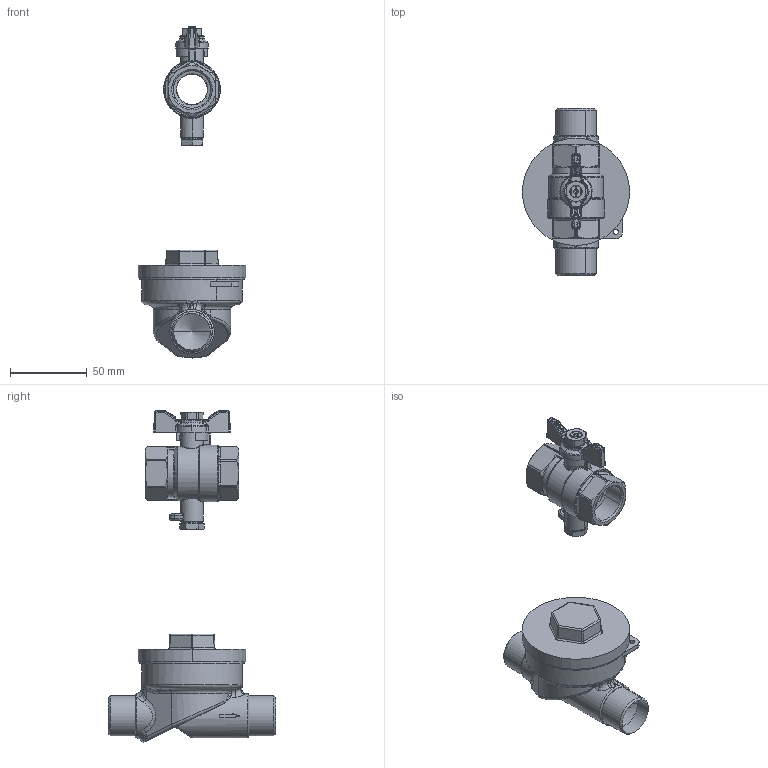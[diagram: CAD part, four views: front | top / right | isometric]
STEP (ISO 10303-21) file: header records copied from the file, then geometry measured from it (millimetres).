
FILE_DESCRIPTION(('CATIA V5 STEP Exchange','CAx-IF Rec.Pracs.--- Model Styling and Organization---1.5--- 2016-08-15','CAx-IF Rec.Pracs.---Supplemental Geometry---1.0---2011-11-01','CAx-IF Rec.Pracs.--- Composite Materials ---3.4---2017-06-13','CAx-IF Rec.Pracs.---Tessellated 3D Geometry---1.0---2015-12-17'),'2;1');
FILE_NAME('STEP_CAL19129_-_TST.stp','2024-06-06T15:26:14+00:00',('none'),('none'),'CATIA Version 5-6 Release 2020 SP5','CATIA V5 STEP AP242 v2','none');
FILE_SCHEMA(('AP242_MANAGED_MODEL_BASED_3D_ENGINEERING_MIM_LF {1 0 10303 442 1 1 4}'));
Length unit declared in the file: millimetre
Products named in the file (1): CAL19129 - TST
Bounding box: 70 x 109.3 x 216.73 mm (x, y, z)
Volume: 160320.2 mm3; surface area: 56522.3 mm2
Topology: 2 solids, 5 shells, 1024 faces, 2573 edges, 1543 vertices
Faces by surface type: bspline 511, cylinder 283, plane 189, sphere 17, torus 14, cone 10
Entity records: 44669 total; most frequent: CARTESIAN_POINT 26278, ORIENTED_EDGE 5064, EDGE_CURVE 2532, DIRECTION 1860, VERTEX_POINT 1543, B_SPLINE_CURVE_WITH_KNOTS 1099, EDGE_LOOP 1061, ADVANCED_FACE 1024
